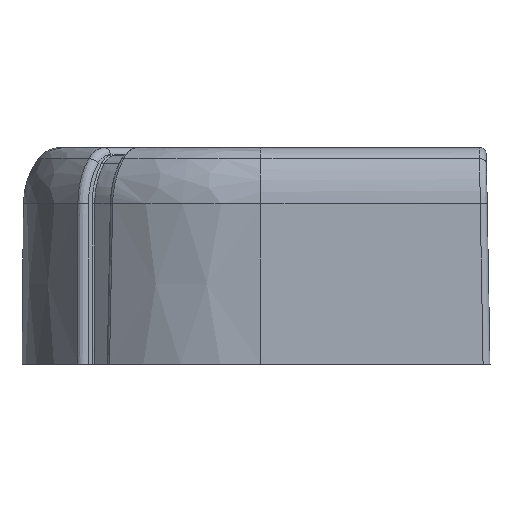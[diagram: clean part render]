
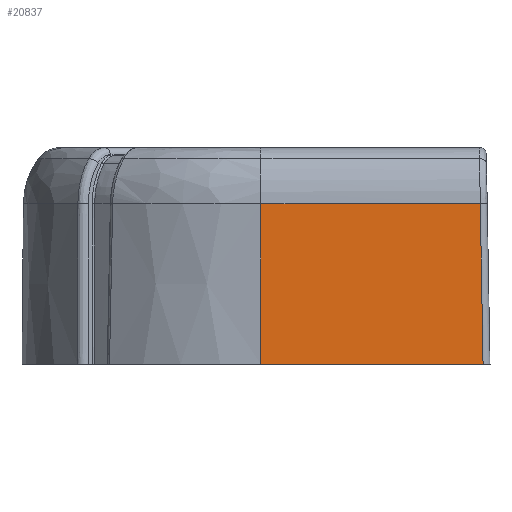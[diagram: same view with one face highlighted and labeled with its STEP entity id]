
A CAD part, front view. The second image highlights one B-rep face of the part: STEP entity #20837.
In plain terms, the highlighted planar face has unit normal (0, -1, 0.009).
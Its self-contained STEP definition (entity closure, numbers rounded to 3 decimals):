
#604 = DIRECTION ( 'NONE',  ( 1., 0., 0. ) ) ;
#667 = DIRECTION ( 'NONE',  ( 0., -0.009, -1. ) ) ;
#2122 = CARTESIAN_POINT ( 'NONE',  ( 16., -52.46, 46.3 ) ) ;
#2357 = EDGE_CURVE ( 'NONE', #17036, #24416, #14607, .T. ) ;
#2690 = EDGE_CURVE ( 'NONE', #24416, #24812, #17436, .T. ) ;
#3148 = CARTESIAN_POINT ( 'NONE',  ( 80., -52.864, 0. ) ) ;
#4357 = VECTOR ( 'NONE', #24688, 1000. ) ;
#5878 = EDGE_LOOP ( 'NONE', ( #17825, #19882, #15198, #21406 ) ) ;
#6046 = CARTESIAN_POINT ( 'NONE',  ( 79.192, -52.46, 46.3 ) ) ;
#8731 = PLANE ( 'NONE',  #23350 ) ;
#9158 = DIRECTION ( 'NONE',  ( -0.017, 0.009, 1. ) ) ;
#12089 = VECTOR ( 'NONE', #604, 1000. ) ;
#12229 = CARTESIAN_POINT ( 'NONE',  ( 16., -52.864, 0. ) ) ;
#12706 = VECTOR ( 'NONE', #18227, 1000. ) ;
#12759 = DIRECTION ( 'NONE',  ( 0., -1., 0.009 ) ) ;
#14607 = LINE ( 'NONE', #2122, #12706 ) ;
#14723 = CARTESIAN_POINT ( 'NONE',  ( 16., -52.864, 0. ) ) ;
#15198 = ORIENTED_EDGE ( 'NONE', *, *, #18107, .T. ) ;
#17036 = VERTEX_POINT ( 'NONE', #18072 ) ;
#17436 = LINE ( 'NONE', #14723, #12089 ) ;
#17825 = ORIENTED_EDGE ( 'NONE', *, *, #2690, .T. ) ;
#18072 = CARTESIAN_POINT ( 'NONE',  ( 16., -52.46, 46.3 ) ) ;
#18107 = EDGE_CURVE ( 'NONE', #23439, #17036, #20467, .T. ) ;
#18227 = DIRECTION ( 'NONE',  ( 0., -0.009, -1. ) ) ;
#18487 = CARTESIAN_POINT ( 'NONE',  ( 16., -52.46, 46.3 ) ) ;
#19882 = ORIENTED_EDGE ( 'NONE', *, *, #25516, .T. ) ;
#20467 = LINE ( 'NONE', #18487, #4357 ) ;
#20837 = ADVANCED_FACE ( 'NONE', ( #21938 ), #8731, .T. ) ;
#21406 = ORIENTED_EDGE ( 'NONE', *, *, #2357, .T. ) ;
#21938 = FACE_OUTER_BOUND ( 'NONE', #5878, .T. ) ;
#22857 = CARTESIAN_POINT ( 'NONE',  ( 16., -52.46, 46.3 ) ) ;
#23350 = AXIS2_PLACEMENT_3D ( 'NONE', #22857, #12759, #667 ) ;
#23439 = VERTEX_POINT ( 'NONE', #6046 ) ;
#23493 = VECTOR ( 'NONE', #9158, 1000. ) ;
#23712 = CARTESIAN_POINT ( 'NONE',  ( 80., -52.864, 0. ) ) ;
#24157 = LINE ( 'NONE', #3148, #23493 ) ;
#24416 = VERTEX_POINT ( 'NONE', #12229 ) ;
#24688 = DIRECTION ( 'NONE',  ( -1., 0., 0. ) ) ;
#24812 = VERTEX_POINT ( 'NONE', #23712 ) ;
#25516 = EDGE_CURVE ( 'NONE', #24812, #23439, #24157, .T. ) ;
